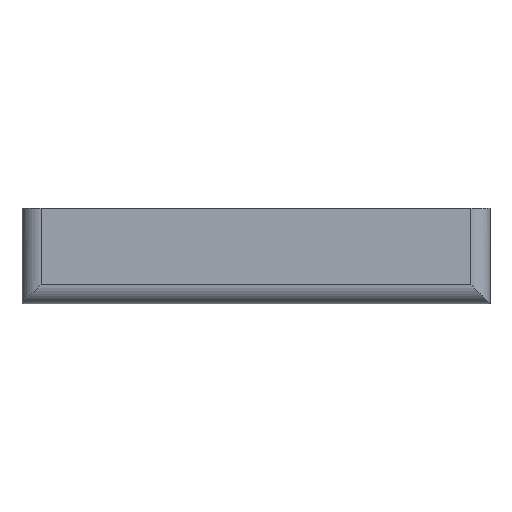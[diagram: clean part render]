
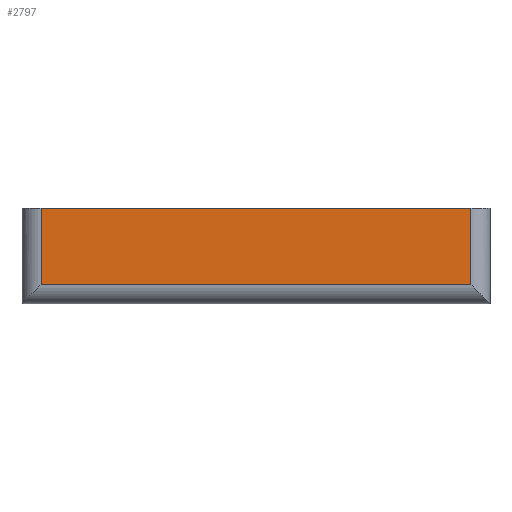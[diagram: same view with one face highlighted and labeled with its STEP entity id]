
A CAD part, front view. The second image highlights one B-rep face of the part: STEP entity #2797.
In plain terms, the highlighted planar face has unit normal (0, -1, 0).
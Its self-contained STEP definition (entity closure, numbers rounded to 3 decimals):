
#370 = PLANE('',#371);
#371 = AXIS2_PLACEMENT_3D('',#372,#373,#374);
#372 = CARTESIAN_POINT('',(-24.5,-34.,213.5));
#373 = DIRECTION('',(0.,0.,1.));
#374 = DIRECTION('',(1.,0.,0.));
#396 = CYLINDRICAL_SURFACE('',#397,2.);
#397 = AXIS2_PLACEMENT_3D('',#398,#399,#400);
#398 = CARTESIAN_POINT('',(-22.5,-46.,213.5));
#399 = DIRECTION('',(-0.,-0.,-1.));
#400 = DIRECTION('',(-1.,0.,0.));
#506 = CYLINDRICAL_SURFACE('',#507,2.);
#507 = AXIS2_PLACEMENT_3D('',#508,#509,#510);
#508 = CARTESIAN_POINT('',(24.5,-46.,205.5));
#509 = DIRECTION('',(-1.,0.,0.));
#510 = DIRECTION('',(0.,0.,-1.));
#754 = VERTEX_POINT('',#755);
#755 = CARTESIAN_POINT('',(-22.5,-48.,213.5));
#777 = EDGE_CURVE('',#754,#778,#780,.T.);
#778 = VERTEX_POINT('',#779);
#779 = CARTESIAN_POINT('',(-22.5,-48.,205.5));
#780 = SURFACE_CURVE('',#781,(#785,#792),.PCURVE_S1.);
#781 = LINE('',#782,#783);
#782 = CARTESIAN_POINT('',(-22.5,-48.,213.5));
#783 = VECTOR('',#784,1.);
#784 = DIRECTION('',(-0.,-0.,-1.));
#785 = PCURVE('',#396,#786);
#786 = DEFINITIONAL_REPRESENTATION('',(#787),#791);
#787 = LINE('',#788,#789);
#788 = CARTESIAN_POINT('',(-1.571,0.));
#789 = VECTOR('',#790,1.);
#790 = DIRECTION('',(-0.,1.));
#791 = ( GEOMETRIC_REPRESENTATION_CONTEXT(2) 
PARAMETRIC_REPRESENTATION_CONTEXT() REPRESENTATION_CONTEXT('2D SPACE',''
  ) );
#792 = PCURVE('',#793,#798);
#793 = PLANE('',#794);
#794 = AXIS2_PLACEMENT_3D('',#795,#796,#797);
#795 = CARTESIAN_POINT('',(24.5,-48.,213.5));
#796 = DIRECTION('',(0.,1.,0.));
#797 = DIRECTION('',(-1.,0.,0.));
#798 = DEFINITIONAL_REPRESENTATION('',(#799),#803);
#799 = LINE('',#800,#801);
#800 = CARTESIAN_POINT('',(47.,0.));
#801 = VECTOR('',#802,1.);
#802 = DIRECTION('',(0.,-1.));
#803 = ( GEOMETRIC_REPRESENTATION_CONTEXT(2) 
PARAMETRIC_REPRESENTATION_CONTEXT() REPRESENTATION_CONTEXT('2D SPACE',''
  ) );
#948 = EDGE_CURVE('',#949,#754,#951,.T.);
#949 = VERTEX_POINT('',#950);
#950 = CARTESIAN_POINT('',(22.5,-48.,213.5));
#951 = SURFACE_CURVE('',#952,(#956,#963),.PCURVE_S1.);
#952 = LINE('',#953,#954);
#953 = CARTESIAN_POINT('',(24.5,-48.,213.5));
#954 = VECTOR('',#955,1.);
#955 = DIRECTION('',(-1.,0.,0.));
#956 = PCURVE('',#370,#957);
#957 = DEFINITIONAL_REPRESENTATION('',(#958),#962);
#958 = LINE('',#959,#960);
#959 = CARTESIAN_POINT('',(49.,-14.));
#960 = VECTOR('',#961,1.);
#961 = DIRECTION('',(-1.,0.));
#962 = ( GEOMETRIC_REPRESENTATION_CONTEXT(2) 
PARAMETRIC_REPRESENTATION_CONTEXT() REPRESENTATION_CONTEXT('2D SPACE',''
  ) );
#963 = PCURVE('',#793,#964);
#964 = DEFINITIONAL_REPRESENTATION('',(#965),#969);
#965 = LINE('',#966,#967);
#966 = CARTESIAN_POINT('',(0.,0.));
#967 = VECTOR('',#968,1.);
#968 = DIRECTION('',(1.,0.));
#969 = ( GEOMETRIC_REPRESENTATION_CONTEXT(2) 
PARAMETRIC_REPRESENTATION_CONTEXT() REPRESENTATION_CONTEXT('2D SPACE',''
  ) );
#988 = CYLINDRICAL_SURFACE('',#989,2.);
#989 = AXIS2_PLACEMENT_3D('',#990,#991,#992);
#990 = CARTESIAN_POINT('',(22.5,-46.,213.5));
#991 = DIRECTION('',(-0.,-0.,-1.));
#992 = DIRECTION('',(0.,-1.,0.));
#2622 = VERTEX_POINT('',#2623);
#2623 = CARTESIAN_POINT('',(22.5,-48.,205.5));
#2657 = EDGE_CURVE('',#2622,#778,#2658,.T.);
#2658 = SURFACE_CURVE('',#2659,(#2663,#2670),.PCURVE_S1.);
#2659 = LINE('',#2660,#2661);
#2660 = CARTESIAN_POINT('',(24.5,-48.,205.5));
#2661 = VECTOR('',#2662,1.);
#2662 = DIRECTION('',(-1.,0.,0.));
#2663 = PCURVE('',#506,#2664);
#2664 = DEFINITIONAL_REPRESENTATION('',(#2665),#2669);
#2665 = LINE('',#2666,#2667);
#2666 = CARTESIAN_POINT('',(1.571,0.));
#2667 = VECTOR('',#2668,1.);
#2668 = DIRECTION('',(0.,1.));
#2669 = ( GEOMETRIC_REPRESENTATION_CONTEXT(2) 
PARAMETRIC_REPRESENTATION_CONTEXT() REPRESENTATION_CONTEXT('2D SPACE',''
  ) );
#2670 = PCURVE('',#793,#2671);
#2671 = DEFINITIONAL_REPRESENTATION('',(#2672),#2676);
#2672 = LINE('',#2673,#2674);
#2673 = CARTESIAN_POINT('',(0.,-8.));
#2674 = VECTOR('',#2675,1.);
#2675 = DIRECTION('',(1.,0.));
#2676 = ( GEOMETRIC_REPRESENTATION_CONTEXT(2) 
PARAMETRIC_REPRESENTATION_CONTEXT() REPRESENTATION_CONTEXT('2D SPACE',''
  ) );
#2797 = ADVANCED_FACE('',(#2798),#793,.F.);
#2798 = FACE_BOUND('',#2799,.F.);
#2799 = EDGE_LOOP('',(#2800,#2801,#2822,#2823));
#2800 = ORIENTED_EDGE('',*,*,#948,.F.);
#2801 = ORIENTED_EDGE('',*,*,#2802,.T.);
#2802 = EDGE_CURVE('',#949,#2622,#2803,.T.);
#2803 = SURFACE_CURVE('',#2804,(#2808,#2815),.PCURVE_S1.);
#2804 = LINE('',#2805,#2806);
#2805 = CARTESIAN_POINT('',(22.5,-48.,213.5));
#2806 = VECTOR('',#2807,1.);
#2807 = DIRECTION('',(-0.,-0.,-1.));
#2808 = PCURVE('',#793,#2809);
#2809 = DEFINITIONAL_REPRESENTATION('',(#2810),#2814);
#2810 = LINE('',#2811,#2812);
#2811 = CARTESIAN_POINT('',(2.,0.));
#2812 = VECTOR('',#2813,1.);
#2813 = DIRECTION('',(0.,-1.));
#2814 = ( GEOMETRIC_REPRESENTATION_CONTEXT(2) 
PARAMETRIC_REPRESENTATION_CONTEXT() REPRESENTATION_CONTEXT('2D SPACE',''
  ) );
#2815 = PCURVE('',#988,#2816);
#2816 = DEFINITIONAL_REPRESENTATION('',(#2817),#2821);
#2817 = LINE('',#2818,#2819);
#2818 = CARTESIAN_POINT('',(-0.,0.));
#2819 = VECTOR('',#2820,1.);
#2820 = DIRECTION('',(-0.,1.));
#2821 = ( GEOMETRIC_REPRESENTATION_CONTEXT(2) 
PARAMETRIC_REPRESENTATION_CONTEXT() REPRESENTATION_CONTEXT('2D SPACE',''
  ) );
#2822 = ORIENTED_EDGE('',*,*,#2657,.T.);
#2823 = ORIENTED_EDGE('',*,*,#777,.F.);
